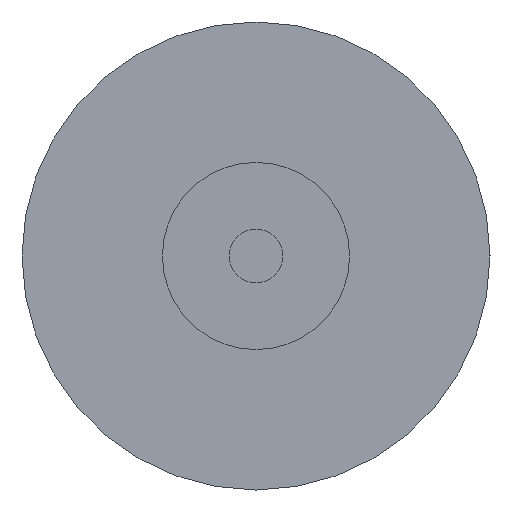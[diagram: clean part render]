
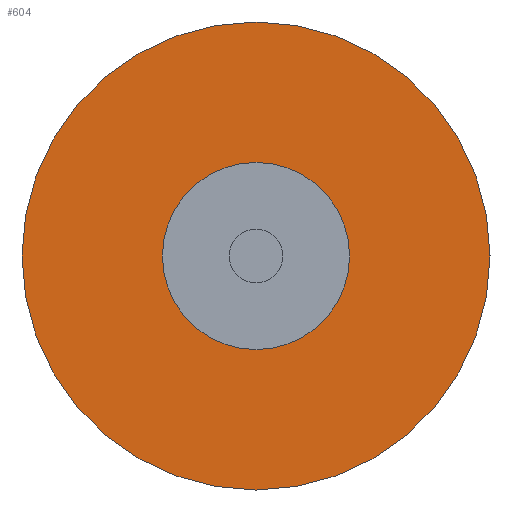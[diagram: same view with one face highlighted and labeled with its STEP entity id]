
A CAD part, left-side view. The second image highlights one B-rep face of the part: STEP entity #604.
In plain terms, the highlighted planar face has unit normal (-1, 0, 0).
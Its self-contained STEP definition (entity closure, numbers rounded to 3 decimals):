
#1 = EDGE_CURVE ( 'NONE', #121, #587, #92, .T. ) ;
#67 = AXIS2_PLACEMENT_3D ( 'NONE', #168, #250, #328 ) ;
#92 = CIRCLE ( 'NONE', #67, 17.5 ) ;
#116 = CIRCLE ( 'NONE', #149, 17.5 ) ;
#121 = VERTEX_POINT ( 'NONE', #983 ) ;
#141 = DIRECTION ( 'NONE',  ( 0., 0., 1. ) ) ;
#149 = AXIS2_PLACEMENT_3D ( 'NONE', #827, #903, #824 ) ;
#159 = AXIS2_PLACEMENT_3D ( 'NONE', #214, #204, #178 ) ;
#162 = DIRECTION ( 'NONE',  ( -1., 0., 0. ) ) ;
#168 = CARTESIAN_POINT ( 'NONE',  ( -8.66, 0., 0. ) ) ;
#178 = DIRECTION ( 'NONE',  ( 0., 0., -1. ) ) ;
#180 = PLANE ( 'NONE',  #297 ) ;
#195 = CARTESIAN_POINT ( 'NONE',  ( -8.66, 0., -7. ) ) ;
#204 = DIRECTION ( 'NONE',  ( 1., 0., 0. ) ) ;
#214 = CARTESIAN_POINT ( 'NONE',  ( -8.66, 0., 0. ) ) ;
#221 = EDGE_LOOP ( 'NONE', ( #704, #705 ) ) ;
#250 = DIRECTION ( 'NONE',  ( 1., 0., 0. ) ) ;
#297 = AXIS2_PLACEMENT_3D ( 'NONE', #581, #162, #141 ) ;
#314 = EDGE_LOOP ( 'NONE', ( #708, #733 ) ) ;
#328 = DIRECTION ( 'NONE',  ( 0., 0., -1. ) ) ;
#369 = FACE_OUTER_BOUND ( 'NONE', #314, .T. ) ;
#409 = FACE_BOUND ( 'NONE', #221, .T. ) ;
#416 = VERTEX_POINT ( 'NONE', #656 ) ;
#581 = CARTESIAN_POINT ( 'NONE',  ( -8.66, 0., -7. ) ) ;
#587 = VERTEX_POINT ( 'NONE', #664 ) ;
#604 = ADVANCED_FACE ( 'NONE', ( #409, #369 ), #180, .T. ) ;
#656 = CARTESIAN_POINT ( 'NONE',  ( -8.66, 0., 7. ) ) ;
#664 = CARTESIAN_POINT ( 'NONE',  ( -8.66, 0., -17.5 ) ) ;
#667 = AXIS2_PLACEMENT_3D ( 'NONE', #814, #807, #796 ) ;
#704 = ORIENTED_EDGE ( 'NONE', *, *, #849, .T. ) ;
#705 = ORIENTED_EDGE ( 'NONE', *, *, #1002, .T. ) ;
#708 = ORIENTED_EDGE ( 'NONE', *, *, #720, .F. ) ;
#720 = EDGE_CURVE ( 'NONE', #587, #121, #116, .T. ) ;
#733 = ORIENTED_EDGE ( 'NONE', *, *, #1, .F. ) ;
#786 = VERTEX_POINT ( 'NONE', #195 ) ;
#796 = DIRECTION ( 'NONE',  ( 0., 0., -1. ) ) ;
#798 = CIRCLE ( 'NONE', #159, 7. ) ;
#807 = DIRECTION ( 'NONE',  ( 1., 0., 0. ) ) ;
#814 = CARTESIAN_POINT ( 'NONE',  ( -8.66, 0., 0. ) ) ;
#824 = DIRECTION ( 'NONE',  ( 0., 0., -1. ) ) ;
#827 = CARTESIAN_POINT ( 'NONE',  ( -8.66, 0., 0. ) ) ;
#849 = EDGE_CURVE ( 'NONE', #786, #416, #967, .T. ) ;
#903 = DIRECTION ( 'NONE',  ( 1., 0., 0. ) ) ;
#967 = CIRCLE ( 'NONE', #667, 7. ) ;
#983 = CARTESIAN_POINT ( 'NONE',  ( -8.66, 0., 17.5 ) ) ;
#1002 = EDGE_CURVE ( 'NONE', #416, #786, #798, .T. ) ;
